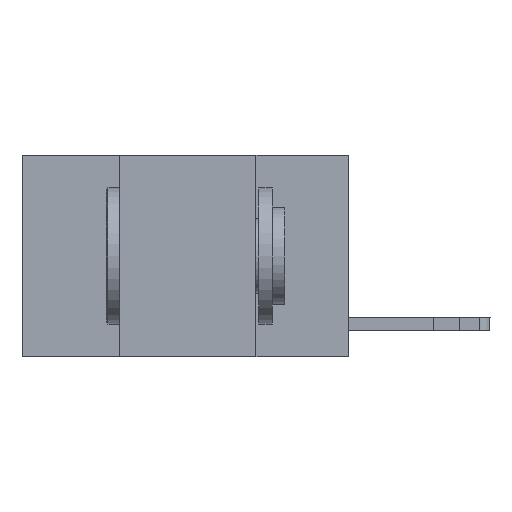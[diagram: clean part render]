
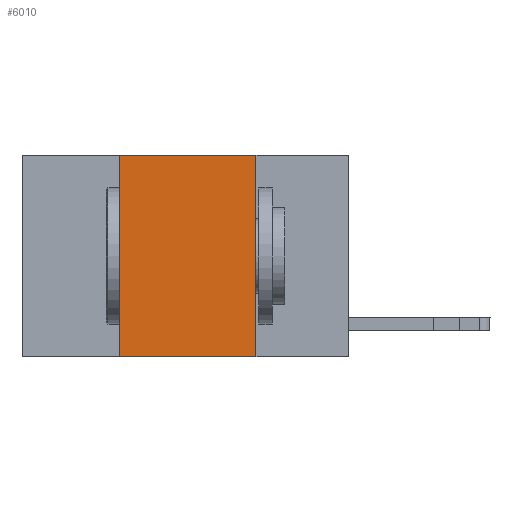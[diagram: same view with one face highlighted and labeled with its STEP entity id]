
A CAD part, left-side view. The second image highlights one B-rep face of the part: STEP entity #6010.
In plain terms, the highlighted planar face has unit normal (-1, 0, 0).
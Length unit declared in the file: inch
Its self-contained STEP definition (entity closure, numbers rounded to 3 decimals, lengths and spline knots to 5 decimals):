
#577 = ORIENTED_EDGE ( 'NONE', *, *, #10620, .F. ) ;
#1093 = ORIENTED_EDGE ( 'NONE', *, *, #3931, .F. ) ;
#1361 = ORIENTED_EDGE ( 'NONE', *, *, #15974, .F. ) ;
#1598 = ORIENTED_EDGE ( 'NONE', *, *, #8024, .T. ) ;
#1860 = DIRECTION ( 'NONE',  ( 0., 0., -1. ) ) ;
#3494 = VECTOR ( 'NONE', #18064, 39.37008 ) ;
#3931 = EDGE_CURVE ( 'NONE', #9642, #8452, #12160, .T. ) ;
#4656 = VECTOR ( 'NONE', #18674, 39.37008 ) ;
#5213 = CARTESIAN_POINT ( 'NONE',  ( 0., 0.6, -0.37 ) ) ;
#5952 = CARTESIAN_POINT ( 'NONE',  ( 0., 0.17, -0.37 ) ) ;
#6010 = ADVANCED_FACE ( 'NONE', ( #16084 ), #19584, .F. ) ;
#6919 = DIRECTION ( 'NONE',  ( 0., -1., 0. ) ) ;
#7507 = CARTESIAN_POINT ( 'NONE',  ( 0., 0.17, 0. ) ) ;
#8024 = EDGE_CURVE ( 'NONE', #13413, #10045, #15231, .T. ) ;
#8180 = CARTESIAN_POINT ( 'NONE',  ( 0., 0.42, 0. ) ) ;
#8452 = VERTEX_POINT ( 'NONE', #14478 ) ;
#8722 = VECTOR ( 'NONE', #17130, 39.37008 ) ;
#8732 = EDGE_LOOP ( 'NONE', ( #577, #1093, #1361, #1598 ) ) ;
#8957 = CARTESIAN_POINT ( 'NONE',  ( 0., 0.42, -0.37 ) ) ;
#9260 = LINE ( 'NONE', #15541, #8722 ) ;
#9642 = VERTEX_POINT ( 'NONE', #8180 ) ;
#10045 = VERTEX_POINT ( 'NONE', #5952 ) ;
#10095 = CARTESIAN_POINT ( 'NONE',  ( 0., 0.6, 0. ) ) ;
#10512 = VECTOR ( 'NONE', #6919, 39.37008 ) ;
#10620 = EDGE_CURVE ( 'NONE', #8452, #10045, #16987, .T. ) ;
#11692 = DIRECTION ( 'NONE',  ( 1., 0., 0. ) ) ;
#12160 = LINE ( 'NONE', #16483, #3494 ) ;
#13413 = VERTEX_POINT ( 'NONE', #8957 ) ;
#14478 = CARTESIAN_POINT ( 'NONE',  ( 0., 0.17, 0. ) ) ;
#15231 = LINE ( 'NONE', #5213, #10512 ) ;
#15541 = CARTESIAN_POINT ( 'NONE',  ( 0., 0.42, 0. ) ) ;
#15974 = EDGE_CURVE ( 'NONE', #13413, #9642, #9260, .T. ) ;
#16084 = FACE_OUTER_BOUND ( 'NONE', #8732, .T. ) ;
#16483 = CARTESIAN_POINT ( 'NONE',  ( 0., 0.6, 0. ) ) ;
#16987 = LINE ( 'NONE', #7507, #4656 ) ;
#17130 = DIRECTION ( 'NONE',  ( 0., 0., 1. ) ) ;
#18064 = DIRECTION ( 'NONE',  ( 0., -1., 0. ) ) ;
#18674 = DIRECTION ( 'NONE',  ( 0., 0., -1. ) ) ;
#19584 = PLANE ( 'NONE',  #20102 ) ;
#20102 = AXIS2_PLACEMENT_3D ( 'NONE', #10095, #11692, #1860 ) ;
